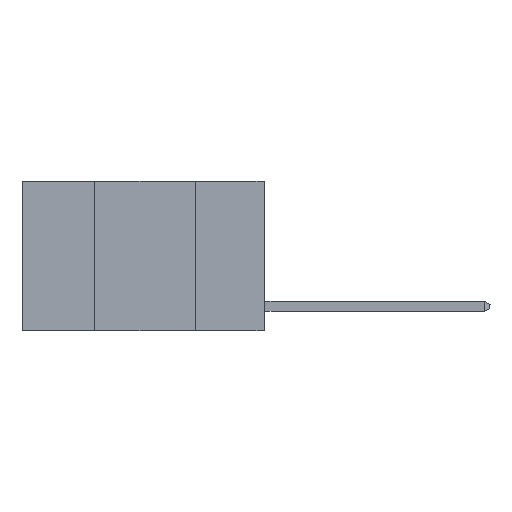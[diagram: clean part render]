
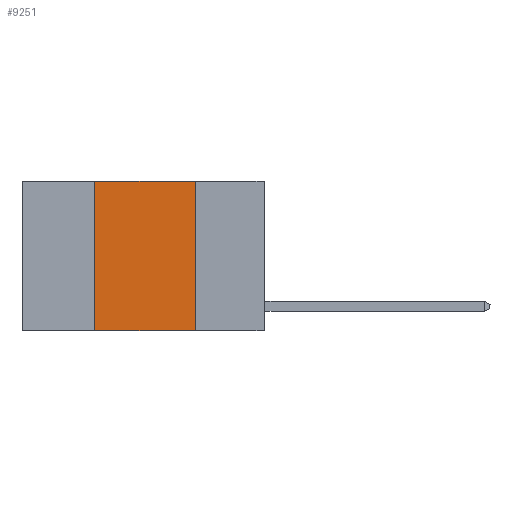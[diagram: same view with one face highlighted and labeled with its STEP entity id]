
A CAD part, left-side view. The second image highlights one B-rep face of the part: STEP entity #9251.
In plain terms, the highlighted planar face has unit normal (-1, 0, 0).
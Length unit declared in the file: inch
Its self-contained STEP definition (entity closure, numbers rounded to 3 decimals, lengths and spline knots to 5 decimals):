
#72 = EDGE_CURVE ( 'NONE', #12644, #8243, #14034, .T. ) ;
#292 = EDGE_CURVE ( 'NONE', #13842, #12644, #4007, .T. ) ;
#2579 = EDGE_LOOP ( 'NONE', ( #7528, #14508, #8679, #3709 ) ) ;
#3164 = CARTESIAN_POINT ( 'NONE',  ( 0., 0.6, -0.37 ) ) ;
#3610 = CARTESIAN_POINT ( 'NONE',  ( 0., 0.17, -0.37 ) ) ;
#3709 = ORIENTED_EDGE ( 'NONE', *, *, #7252, .T. ) ;
#4007 = LINE ( 'NONE', #16419, #4034 ) ;
#4034 = VECTOR ( 'NONE', #17710, 39.37008 ) ;
#4478 = CARTESIAN_POINT ( 'NONE',  ( 0., 0.6, 0. ) ) ;
#4637 = LINE ( 'NONE', #3164, #5479 ) ;
#5440 = CARTESIAN_POINT ( 'NONE',  ( 0., 0.6, 0. ) ) ;
#5479 = VECTOR ( 'NONE', #5748, 39.37008 ) ;
#5748 = DIRECTION ( 'NONE',  ( 0., -1., 0. ) ) ;
#6184 = VECTOR ( 'NONE', #17631, 39.37008 ) ;
#6416 = LINE ( 'NONE', #12000, #6184 ) ;
#7252 = EDGE_CURVE ( 'NONE', #13842, #10664, #4637, .T. ) ;
#7528 = ORIENTED_EDGE ( 'NONE', *, *, #11718, .F. ) ;
#8243 = VERTEX_POINT ( 'NONE', #16888 ) ;
#8679 = ORIENTED_EDGE ( 'NONE', *, *, #292, .F. ) ;
#9251 = ADVANCED_FACE ( 'NONE', ( #17955 ), #10952, .F. ) ;
#9773 = DIRECTION ( 'NONE',  ( 0., 0., -1. ) ) ;
#10664 = VERTEX_POINT ( 'NONE', #3610 ) ;
#10818 = AXIS2_PLACEMENT_3D ( 'NONE', #5440, #17854, #9773 ) ;
#10952 = PLANE ( 'NONE',  #10818 ) ;
#11367 = DIRECTION ( 'NONE',  ( 0., -1., 0. ) ) ;
#11718 = EDGE_CURVE ( 'NONE', #8243, #10664, #6416, .T. ) ;
#12000 = CARTESIAN_POINT ( 'NONE',  ( 0., 0.17, 0. ) ) ;
#12644 = VERTEX_POINT ( 'NONE', #15085 ) ;
#13842 = VERTEX_POINT ( 'NONE', #15440 ) ;
#14034 = LINE ( 'NONE', #4478, #16350 ) ;
#14508 = ORIENTED_EDGE ( 'NONE', *, *, #72, .F. ) ;
#15085 = CARTESIAN_POINT ( 'NONE',  ( 0., 0.42, 0. ) ) ;
#15440 = CARTESIAN_POINT ( 'NONE',  ( 0., 0.42, -0.37 ) ) ;
#16350 = VECTOR ( 'NONE', #11367, 39.37008 ) ;
#16419 = CARTESIAN_POINT ( 'NONE',  ( 0., 0.42, 0. ) ) ;
#16888 = CARTESIAN_POINT ( 'NONE',  ( 0., 0.17, 0. ) ) ;
#17631 = DIRECTION ( 'NONE',  ( 0., 0., -1. ) ) ;
#17710 = DIRECTION ( 'NONE',  ( 0., 0., 1. ) ) ;
#17854 = DIRECTION ( 'NONE',  ( 1., 0., 0. ) ) ;
#17955 = FACE_OUTER_BOUND ( 'NONE', #2579, .T. ) ;
